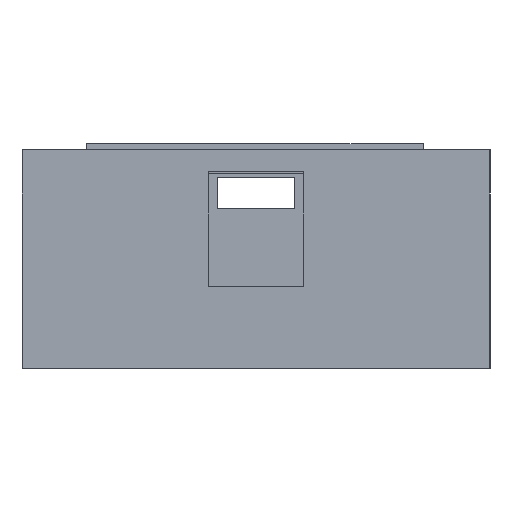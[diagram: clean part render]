
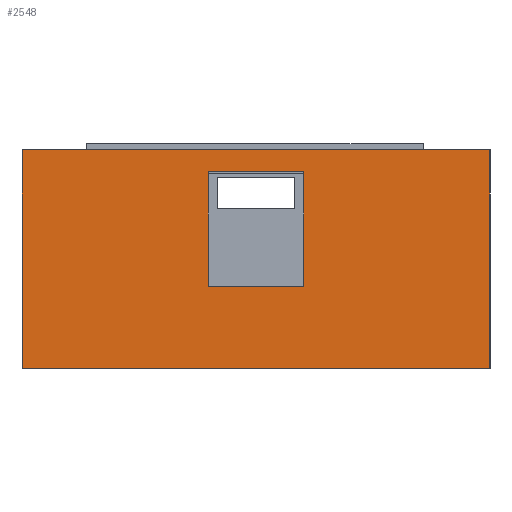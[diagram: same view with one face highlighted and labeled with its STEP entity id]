
A CAD part, left-side view. The second image highlights one B-rep face of the part: STEP entity #2548.
In plain terms, the highlighted planar face has unit normal (-1, 0, 0).
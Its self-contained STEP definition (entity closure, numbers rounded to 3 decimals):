
#61=FACE_BOUND('',#443,.T.);
#226=PLANE('',#2749);
#295=FACE_OUTER_BOUND('',#442,.T.);
#442=EDGE_LOOP('',(#2008,#2009,#2010,#2011));
#443=EDGE_LOOP('',(#2012,#2013,#2014,#2015));
#733=LINE('',#3987,#921);
#736=LINE('',#3992,#924);
#738=LINE('',#3996,#926);
#739=LINE('',#3998,#927);
#741=LINE('',#4004,#929);
#745=LINE('',#4012,#933);
#750=LINE('',#4021,#938);
#751=LINE('',#4023,#939);
#921=VECTOR('',#3217,10.);
#924=VECTOR('',#3222,10.);
#926=VECTOR('',#3226,10.);
#927=VECTOR('',#3229,10.);
#929=VECTOR('',#3233,10.);
#933=VECTOR('',#3239,10.);
#938=VECTOR('',#3248,10.);
#939=VECTOR('',#3251,10.);
#1252=VERTEX_POINT('',#3984);
#1253=VERTEX_POINT('',#3986);
#1254=VERTEX_POINT('',#3990);
#1255=VERTEX_POINT('',#3994);
#1257=VERTEX_POINT('',#4001);
#1258=VERTEX_POINT('',#4003);
#1261=VERTEX_POINT('',#4010);
#1263=VERTEX_POINT('',#4019);
#1521=EDGE_CURVE('',#1253,#1252,#733,.T.);
#1524=EDGE_CURVE('',#1252,#1254,#736,.T.);
#1526=EDGE_CURVE('',#1254,#1255,#738,.T.);
#1527=EDGE_CURVE('',#1255,#1253,#739,.T.);
#1529=EDGE_CURVE('',#1257,#1258,#741,.T.);
#1533=EDGE_CURVE('',#1261,#1257,#745,.T.);
#1538=EDGE_CURVE('',#1263,#1258,#750,.T.);
#1539=EDGE_CURVE('',#1261,#1263,#751,.T.);
#2008=ORIENTED_EDGE('',*,*,#1539,.T.);
#2009=ORIENTED_EDGE('',*,*,#1538,.T.);
#2010=ORIENTED_EDGE('',*,*,#1529,.F.);
#2011=ORIENTED_EDGE('',*,*,#1533,.F.);
#2012=ORIENTED_EDGE('',*,*,#1521,.T.);
#2013=ORIENTED_EDGE('',*,*,#1524,.T.);
#2014=ORIENTED_EDGE('',*,*,#1526,.T.);
#2015=ORIENTED_EDGE('',*,*,#1527,.T.);
#2548=ADVANCED_FACE('',(#295,#61),#226,.T.);
#2749=AXIS2_PLACEMENT_3D('',#4022,#3249,#3250);
#3217=DIRECTION('',(0.,1.,0.));
#3222=DIRECTION('',(0.,0.,1.));
#3226=DIRECTION('',(0.,-1.,0.));
#3229=DIRECTION('',(0.,0.,-1.));
#3233=DIRECTION('',(0.,-1.,0.));
#3239=DIRECTION('',(0.,0.,1.));
#3248=DIRECTION('',(0.,0.,1.));
#3249=DIRECTION('center_axis',(-1.,0.,0.));
#3250=DIRECTION('ref_axis',(0.,-1.,0.));
#3251=DIRECTION('',(0.,-1.,0.));
#3984=CARTESIAN_POINT('',(0.,36.1,10.5));
#3986=CARTESIAN_POINT('',(0.,23.9,10.5));
#3987=CARTESIAN_POINT('',(0.,48.05,10.5));
#3990=CARTESIAN_POINT('',(0.,36.1,25.2));
#3992=CARTESIAN_POINT('',(0.,36.1,12.6));
#3994=CARTESIAN_POINT('',(0.,23.9,25.2));
#3996=CARTESIAN_POINT('',(0.,41.95,25.2));
#3998=CARTESIAN_POINT('',(0.,23.9,5.25));
#4001=CARTESIAN_POINT('',(0.,60.,28.));
#4003=CARTESIAN_POINT('',(0.,0.,28.));
#4004=CARTESIAN_POINT('',(0.,60.,28.));
#4010=CARTESIAN_POINT('',(0.,60.,0.));
#4012=CARTESIAN_POINT('',(0.,60.,0.));
#4019=CARTESIAN_POINT('',(0.,0.,0.));
#4021=CARTESIAN_POINT('',(0.,0.,0.));
#4022=CARTESIAN_POINT('Origin',(0.,60.,0.));
#4023=CARTESIAN_POINT('',(0.,60.,0.));
